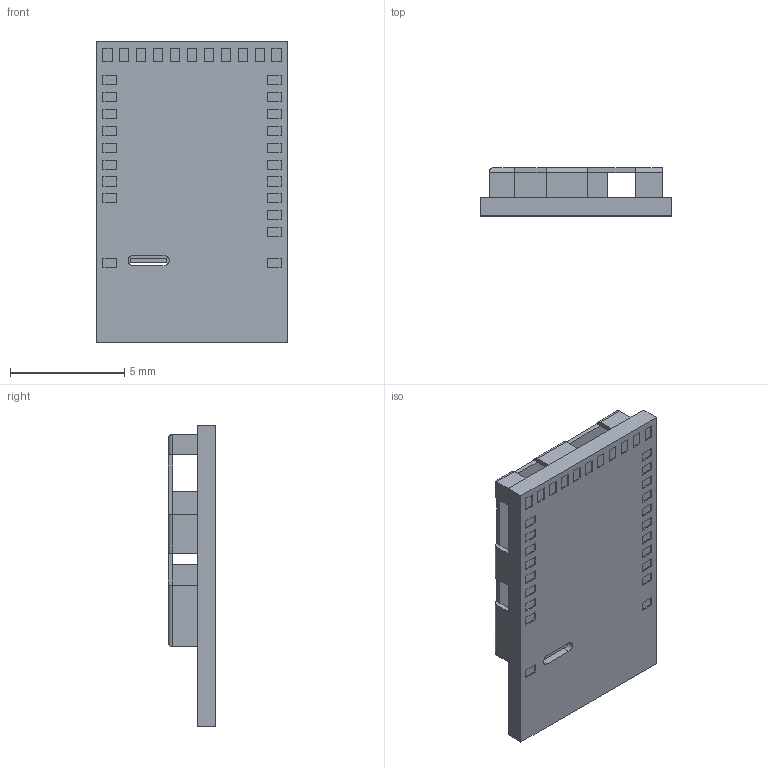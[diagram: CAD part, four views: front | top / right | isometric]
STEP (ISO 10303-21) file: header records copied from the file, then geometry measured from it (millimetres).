
FILE_DESCRIPTION((''),'2;1');
FILE_NAME('PCB','2022-06-06T18:54:59',('jack_wu'),(''),'CREO PARAMETRIC BY PTC INC, 2020053','CREO PARAMETRIC BY PTC INC, 2020053','');
FILE_SCHEMA(('CONFIG_CONTROL_DESIGN'));
Length unit declared in the file: millimetre
Products named in the file (1): PCB
Bounding box: 8.4 x 2.1 x 13.2 mm (x, y, z)
Volume: 105.7 mm3; surface area: 444.5 mm2
Topology: 1 solids, 1 shells, 223 faces, 560 edges, 362 vertices
Faces by surface type: plane 211, cylinder 12
Entity records: 6592 total; most frequent: CARTESIAN_POINT 1169, ORIENTED_EDGE 1120, DIRECTION 1025, EDGE_CURVE 560, VECTOR 535, LINE 535, VERTEX_POINT 362, EDGE_LOOP 262
